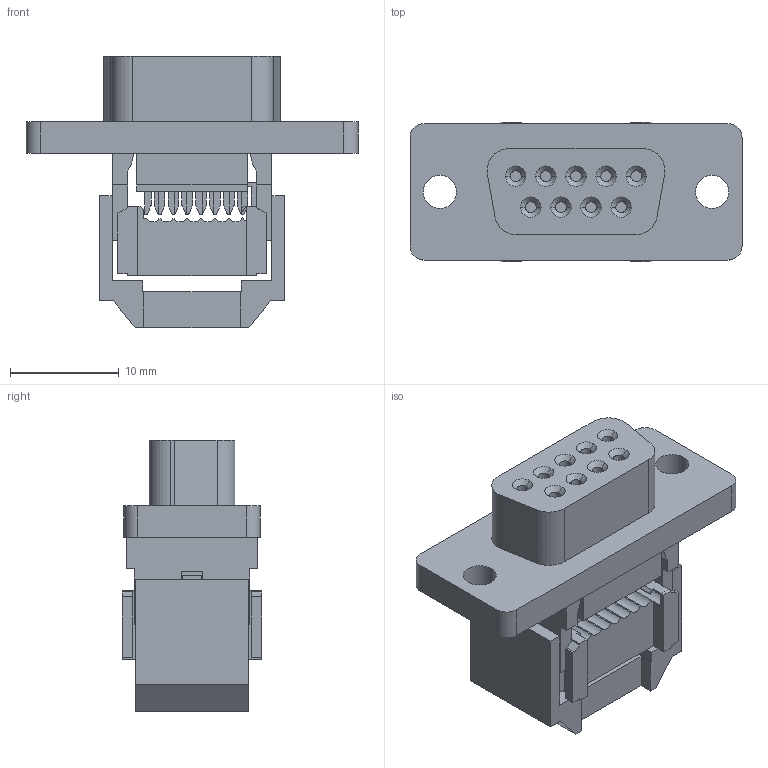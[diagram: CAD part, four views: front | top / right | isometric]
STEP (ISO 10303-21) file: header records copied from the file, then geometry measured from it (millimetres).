
FILE_DESCRIPTION(/* description */ ('Alibre Inc.'),/* implementation_level */ '2;1');
FILE_NAME(/* name */ 'export-33838759-E0C4-4A04-A7DB-6B6BE3FE76D8',/* time_stamp */ '2019-09-30T21:25:01+02:00',/* author */ (''),/* organization */ (''),/* preprocessor_version */ 'ST-DEVELOPER v17',/* originating_system */ 'Alibre',/* authorisation */ '');
FILE_SCHEMA (('AUTOMOTIVE_DESIGN'));
Length unit declared in the file: millimetre
Bounding box: 30.5 x 12.85 x 24.9 mm (x, y, z)
Volume: 3772.1 mm3; surface area: 3725.5 mm2
Topology: 3 solids, 3 shells, 420 faces, 1137 edges, 752 vertices
Faces by surface type: plane 324, cylinder 78, cone 18
Entity records: 13333 total; most frequent: CARTESIAN_POINT 2315, ORIENTED_EDGE 2274, DIRECTION 1859, EDGE_CURVE 1137, VECTOR 943, LINE 943, VERTEX_POINT 752, AXIS2_PLACEMENT_3D 620
